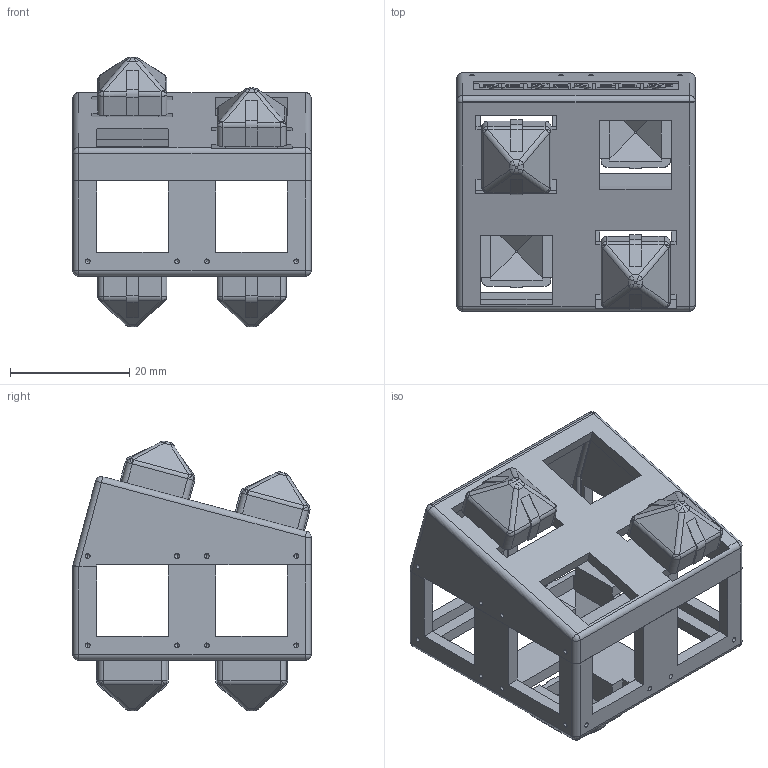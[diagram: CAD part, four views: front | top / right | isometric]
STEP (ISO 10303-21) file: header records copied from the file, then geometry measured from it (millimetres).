
FILE_DESCRIPTION (( 'STEP AP203' ), '1' );
FILE_NAME ('20-00306a.STEP', '2014-04-13T23:53:34', ( 'Nicholas Morozovsky' ), ( '' ), 'SwSTEP 2.0', 'SolidWorks 2012', '' );
FILE_SCHEMA (( 'CONFIG_CONTROL_DESIGN' ));
Length unit declared in the file: millimetre
Products named in the file (1): 20-00306a
Bounding box: 40 x 40 x 45.28 mm (x, y, z)
Volume: 10099.4 mm3; surface area: 12829.8 mm2
Topology: 2 solids, 2 shells, 804 faces, 2262 edges, 1403 vertices
Faces by surface type: plane 475, cylinder 170, sphere 87, bspline 72
Entity records: 28603 total; most frequent: CARTESIAN_POINT 9261, ORIENTED_EDGE 4220, DIRECTION 3643, EDGE_CURVE 2110, LINE 1531, VECTOR 1531, VERTEX_POINT 1347, AXIS2_PLACEMENT_3D 1056
